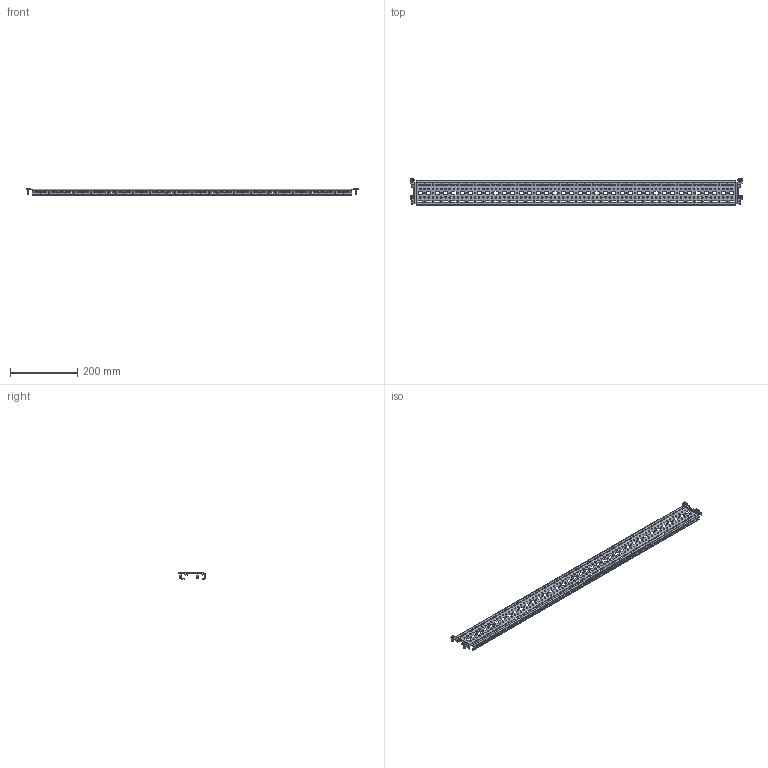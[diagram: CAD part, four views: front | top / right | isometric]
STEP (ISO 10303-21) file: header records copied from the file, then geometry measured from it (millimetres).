
FILE_DESCRIPTION (( 'STEP AP203' ), '1' );
FILE_NAME ('U0254100702 Ïëàíêà ìîíòàæíàÿ ÂÌ 17õ73 LC2_RS52 00.100 (000.801.076-04).STEP', '2022-04-20T06:07:33', ( '' ), ( '' ), 'SwSTEP 2.0', 'SolidWorks 2017', '' );
FILE_SCHEMA (( 'CONFIG_CONTROL_DESIGN' ));
Length unit declared in the file: millimetre
Products named in the file (3): Âèíò DIN 7500 M TORX_Œ5å16; 025-159 砑鳧罻 蟯_04 (00.100); U0254100702 Ïëàíêà ìîíòàæíàÿ ÂÌ 17õ73 LC2_RS52 00.100 (000.801.076-04)
Assembly tree (5 placements, depth 2):
  U0254100702 Ïëàíêà ìîíòàæíàÿ ÂÌ 17õ73 LC2_RS52 00.100 (000.801.076-04)
    025-159 砑鳧罻 蟯_04 (00.100)
    Âèíò DIN 7500 M TORX_Œ5å16  x4
Bounding box: 986 x 80 x 18.9 mm (x, y, z)
Volume: 134103.7 mm3; surface area: 210710 mm2
Topology: 5 solids, 5 shells, 1790 faces, 5192 edges, 3416 vertices
Faces by surface type: plane 902, cylinder 848, cone 24, torus 16
Entity records: 57690 total; most frequent: CARTESIAN_POINT 9719, DIRECTION 9709, ORIENTED_EDGE 9706, EDGE_CURVE 4853, VECTOR 3329, LINE 3329, VERTEX_POINT 3200, AXIS2_PLACEMENT_3D 3190
